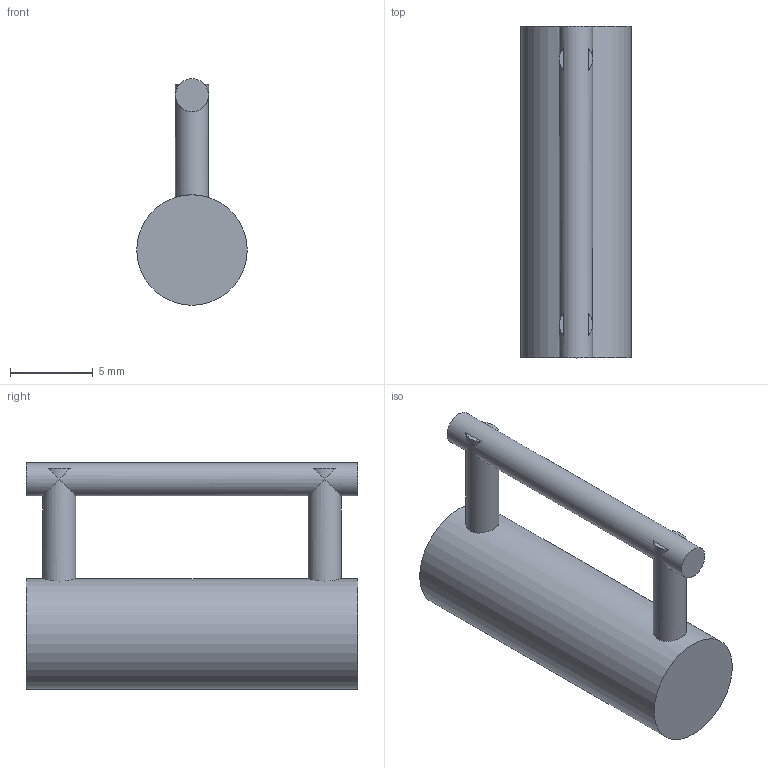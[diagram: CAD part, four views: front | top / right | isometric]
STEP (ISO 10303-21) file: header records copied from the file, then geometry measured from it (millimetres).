
FILE_DESCRIPTION(/* description */ (''),/* implementation_level */ '2;1');
FILE_NAME(/* name */ '119129_8f04623b_0.stp',/* time_stamp */ '2021-02-18T10:27:10+00:00',/* author */ (''),/* organization */ (''),/* preprocessor_version */ 'ST-DEVELOPER v18.1',/* originating_system */ 'ColorSegmentExtractor',/* authorisation */ '');
FILE_SCHEMA (('AUTOMOTIVE_DESIGN { 1 0 10303 214 3 1 1 }'));
Length unit declared in the file: centimetre
Products named in the file (1): 119129_8f04623b_0
Bounding box: 6.67 x 20 x 13.67 mm (x, y, z)
Volume: 793.7 mm3; surface area: 675.4 mm2
Topology: 1 solids, 1 shells, 16 faces, 34 edges, 20 vertices
Faces by surface type: cylinder 8, plane 8
Full cylindrical faces by diameter (mm): 2 x3, 6.667 x1
Entity records: 682 total; most frequent: CARTESIAN_POINT 139, DIRECTION 84, ORIENTED_EDGE 68, AXIS2_PLACEMENT_3D 37, EDGE_CURVE 34, VERTEX_POINT 20, EDGE_LOOP 18, STYLED_ITEM 17
